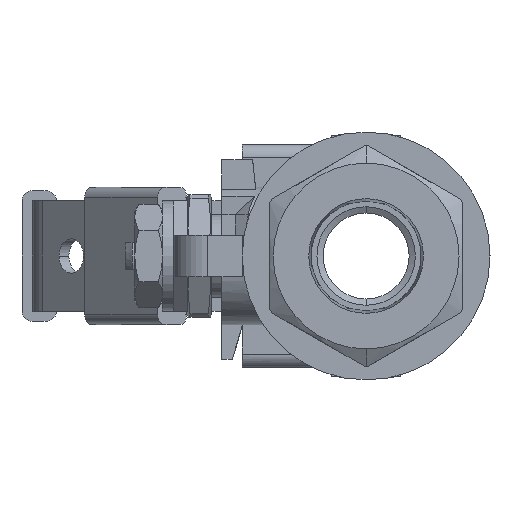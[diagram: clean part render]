
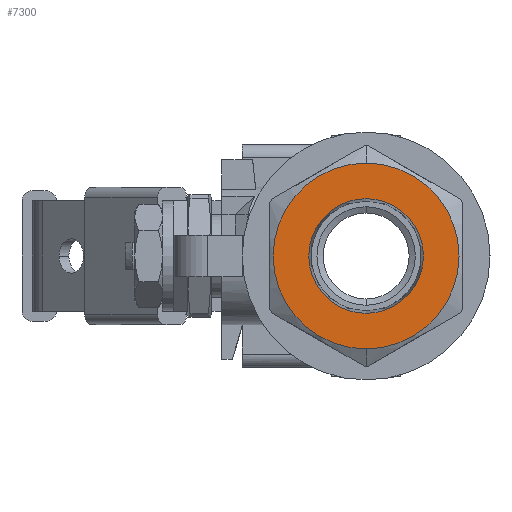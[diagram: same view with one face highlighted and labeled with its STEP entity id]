
A CAD part, left-side view. The second image highlights one B-rep face of the part: STEP entity #7300.
In plain terms, the highlighted planar face has unit normal (-1, 0, 0).
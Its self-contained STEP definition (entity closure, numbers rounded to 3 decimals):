
#676 = CIRCLE ( 'NONE', #8816, 13.5 ) ;
#689 = CIRCLE ( 'NONE', #8824, 8.331 ) ;
#742 = CIRCLE ( 'NONE', #8839, 8.331 ) ;
#743 = CIRCLE ( 'NONE', #8840, 13.5 ) ;
#1015 = FACE_BOUND ( 'NONE', #3596, .T. ) ;
#1021 = FACE_OUTER_BOUND ( 'NONE', #3599, .T. ) ;
#1628 = CARTESIAN_POINT ( 'NONE',  ( -30., 0., 0. ) ) ;
#1629 = DIRECTION ( 'NONE',  ( -1., 0., 0. ) ) ;
#1630 = DIRECTION ( 'NONE',  ( 0., 0., 1. ) ) ;
#1701 = CARTESIAN_POINT ( 'NONE',  ( -30., 0., 0. ) ) ;
#1702 = DIRECTION ( 'NONE',  ( -1., 0., 0. ) ) ;
#1703 = DIRECTION ( 'NONE',  ( 0., 0., 1. ) ) ;
#1877 = CARTESIAN_POINT ( 'NONE',  ( -30., 0., 0. ) ) ;
#1878 = DIRECTION ( 'NONE',  ( -1., 0., 0. ) ) ;
#1879 = DIRECTION ( 'NONE',  ( 0., 0., 1. ) ) ;
#1881 = CARTESIAN_POINT ( 'NONE',  ( -30., 0., 0. ) ) ;
#1882 = DIRECTION ( 'NONE',  ( -1., 0., 0. ) ) ;
#1883 = DIRECTION ( 'NONE',  ( 0., 0., 1. ) ) ;
#2587 = AXIS2_PLACEMENT_3D ( 'NONE', #3170, #3180, #3181 ) ;
#3170 = CARTESIAN_POINT ( 'NONE',  ( -30., 0., 0. ) ) ;
#3178 = PLANE ( 'NONE',  #2587 ) ;
#3180 = DIRECTION ( 'NONE',  ( -1., 0., 0. ) ) ;
#3181 = DIRECTION ( 'NONE',  ( 0., 0., 1. ) ) ;
#3596 = EDGE_LOOP ( 'NONE', ( #6526, #6518 ) ) ;
#3599 = EDGE_LOOP ( 'NONE', ( #6524, #6528 ) ) ;
#5436 = VERTEX_POINT ( 'NONE', #11723 ) ;
#5437 = VERTEX_POINT ( 'NONE', #11724 ) ;
#5438 = VERTEX_POINT ( 'NONE', #11725 ) ;
#5442 = VERTEX_POINT ( 'NONE', #11729 ) ;
#6142 = EDGE_CURVE ( 'NONE', #5437, #5438, #676, .T. ) ;
#6157 = EDGE_CURVE ( 'NONE', #5436, #5442, #689, .T. ) ;
#6202 = EDGE_CURVE ( 'NONE', #5442, #5436, #742, .T. ) ;
#6203 = EDGE_CURVE ( 'NONE', #5438, #5437, #743, .T. ) ;
#6518 = ORIENTED_EDGE ( 'NONE', *, *, #6157, .F. ) ;
#6524 = ORIENTED_EDGE ( 'NONE', *, *, #6203, .T. ) ;
#6526 = ORIENTED_EDGE ( 'NONE', *, *, #6202, .F. ) ;
#6528 = ORIENTED_EDGE ( 'NONE', *, *, #6142, .T. ) ;
#7300 = ADVANCED_FACE ( 'NONE', ( #1015, #1021 ), #3178, .T. ) ;
#8816 = AXIS2_PLACEMENT_3D ( 'NONE', #1628, #1629, #1630 ) ;
#8824 = AXIS2_PLACEMENT_3D ( 'NONE', #1701, #1702, #1703 ) ;
#8839 = AXIS2_PLACEMENT_3D ( 'NONE', #1877, #1878, #1879 ) ;
#8840 = AXIS2_PLACEMENT_3D ( 'NONE', #1881, #1882, #1883 ) ;
#11723 = CARTESIAN_POINT ( 'NONE',  ( -30., 0., -8.331 ) ) ;
#11724 = CARTESIAN_POINT ( 'NONE',  ( -30., 0., 13.5 ) ) ;
#11725 = CARTESIAN_POINT ( 'NONE',  ( -30., 0., -13.5 ) ) ;
#11729 = CARTESIAN_POINT ( 'NONE',  ( -30., 0., 8.331 ) ) ;
